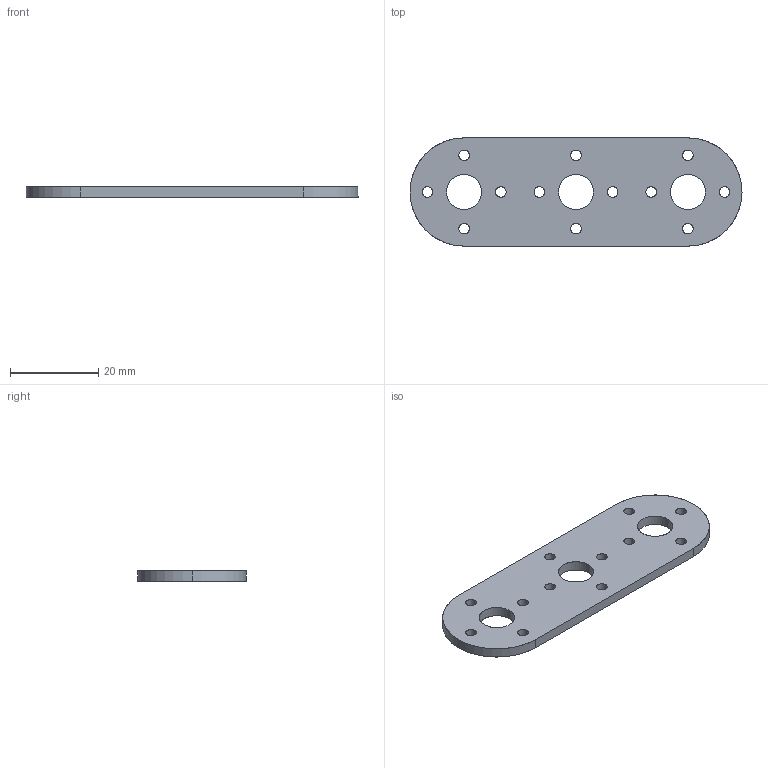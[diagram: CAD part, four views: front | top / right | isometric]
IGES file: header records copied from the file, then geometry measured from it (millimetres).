
Start section: SolidWorks IGES file using analytic representation for surfaces
Global section: file name: ASB22.IGS; native system: SolidWorks 2009; preprocessor: SolidWorks 2009; author: Eric; date: 091110.210915; units: inch
Bounding box: 75.39 x 24.59 x 2.29 mm (x, y, z)
Surface area: 3828.2 mm2 (no closed solid volume)
Topology: 0 solids, 0 shells, 37 faces, 1168 edges, 1168 vertices
Faces by surface type: revolution 33, bspline 4
